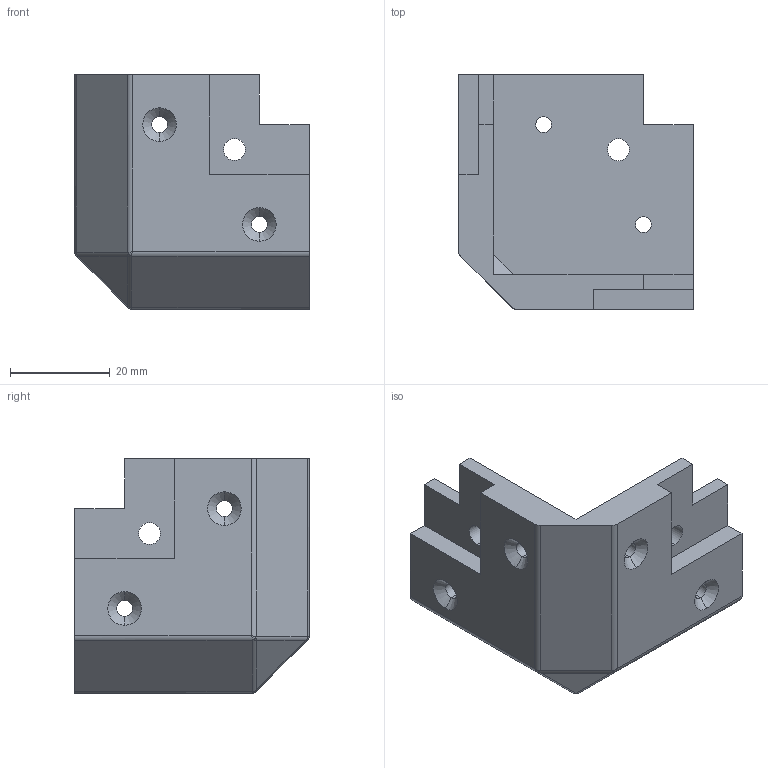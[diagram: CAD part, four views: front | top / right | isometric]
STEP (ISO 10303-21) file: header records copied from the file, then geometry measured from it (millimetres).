
FILE_DESCRIPTION (( 'STEP AP214' ), '1' );
FILE_NAME ('cornerCover.STEP', '2025-06-15T18:46:13', ( '' ), ( '' ), 'SwSTEP 2.0', 'SolidWorks 2024', '' );
FILE_SCHEMA (( 'AUTOMOTIVE_DESIGN' ));
Length unit declared in the file: millimetre
Products named in the file (1): cornerCover
Bounding box: 47 x 47 x 47 mm (x, y, z)
Volume: 25877.6 mm3; surface area: 11813.5 mm2
Topology: 1 solids, 1 shells, 74 faces, 204 edges, 126 vertices
Faces by surface type: plane 29, cylinder 27, cone 12, bspline 6
Entity records: 3240 total; most frequent: CARTESIAN_POINT 570, ORIENTED_EDGE 396, DIRECTION 363, EDGE_CURVE 198, VERTEX_POINT 126, AXIS2_PLACEMENT_3D 123, LINE 117, VECTOR 117
